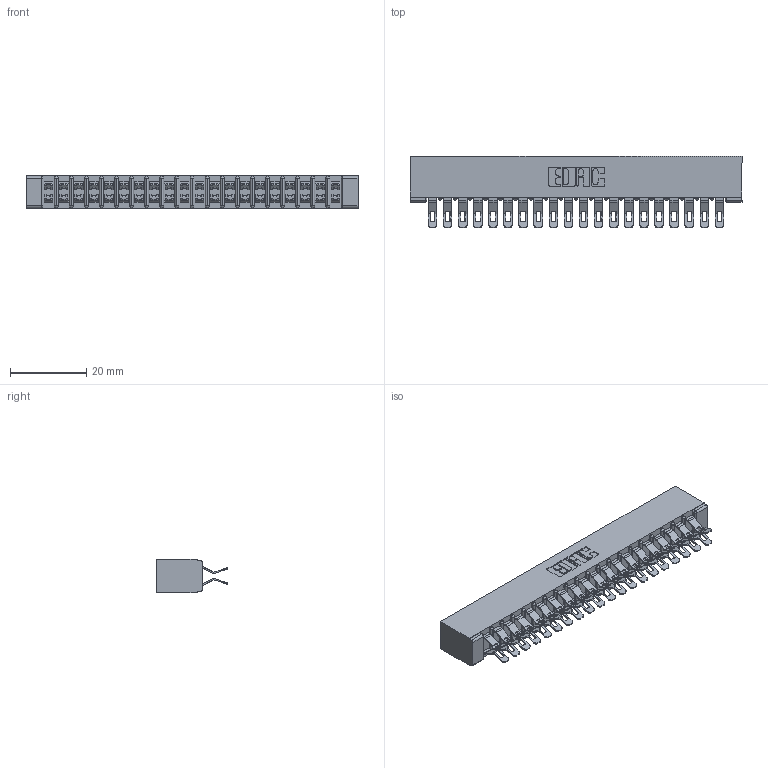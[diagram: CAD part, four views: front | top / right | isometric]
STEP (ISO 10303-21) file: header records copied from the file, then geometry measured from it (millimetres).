
FILE_DESCRIPTION (( 'STEP AP203' ), '1' );
FILE_NAME ('307-040-555-201.STEP', '2019-09-06T05:40:27', ( '' ), ( '' ), 'SwSTEP 2.0', 'SolidWorks 2016', '' );
FILE_SCHEMA (( 'CONFIG_CONTROL_DESIGN' ));
Length unit declared in the file: inch
Products named in the file (3): 307 Part_No Mounting Lugs; 307-290-001_555; 307-040-555-201
Assembly tree (41 placements, depth 2):
  307-040-555-201
    307 Part_No Mounting Lugs
    307-290-001_555  x40
Bounding box: 87.12 x 18.75 x 8.71 mm (x, y, z)
Volume: 6051.2 mm3; surface area: 11712.5 mm2
Topology: 41 solids, 41 shells, 2571 faces, 7539 edges, 4914 vertices
Faces by surface type: plane 1426, cylinder 1103, sphere 42
Entity records: 20757 total; most frequent: CARTESIAN_POINT 3404, ORIENTED_EDGE 3372, DIRECTION 3350, EDGE_CURVE 1686, LINE 1274, VECTOR 1274, VERTEX_POINT 1092, AXIS2_PLACEMENT_3D 1038
